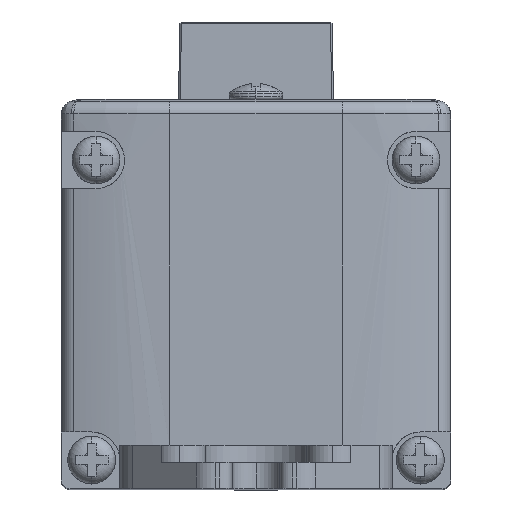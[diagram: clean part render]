
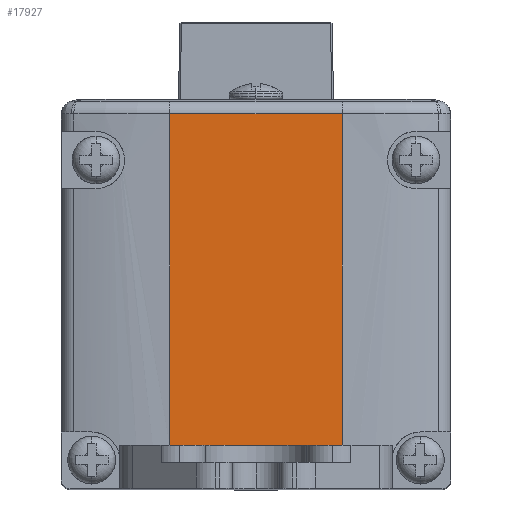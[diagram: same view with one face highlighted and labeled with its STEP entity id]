
A CAD part, top view. The second image highlights one B-rep face of the part: STEP entity #17927.
In plain terms, the highlighted planar face has unit normal (0, 0, 1).
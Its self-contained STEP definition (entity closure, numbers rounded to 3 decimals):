
#178 = VERTEX_POINT ( 'NONE', #10316 ) ;
#183 = VERTEX_POINT ( 'NONE', #10321 ) ;
#966 = VECTOR ( 'NONE', #11807, 1000. ) ;
#968 = VECTOR ( 'NONE', #11811, 1000. ) ;
#975 = VECTOR ( 'NONE', #11821, 1000. ) ;
#2276 = CARTESIAN_POINT ( 'NONE',  ( 10., 43.349, 38.5 ) ) ;
#2285 = CARTESIAN_POINT ( 'NONE',  ( -10., 43.349, 38.5 ) ) ;
#4970 = VERTEX_POINT ( 'NONE', #2276 ) ;
#4979 = VERTEX_POINT ( 'NONE', #2285 ) ;
#5832 = VECTOR ( 'NONE', #11660, 1000. ) ;
#6623 = ORIENTED_EDGE ( 'NONE', *, *, #7195, .F. ) ;
#6624 = ORIENTED_EDGE ( 'NONE', *, *, #7192, .T. ) ;
#6625 = ORIENTED_EDGE ( 'NONE', *, *, #7190, .T. ) ;
#6626 = ORIENTED_EDGE ( 'NONE', *, *, #7146, .T. ) ;
#7047 = EDGE_LOOP ( 'NONE', ( #6623, #6624, #6625, #6626 ) ) ;
#7146 = EDGE_CURVE ( 'NONE', #4970, #4979, #11651, .T. ) ;
#7190 = EDGE_CURVE ( 'NONE', #183, #4970, #11799, .T. ) ;
#7192 = EDGE_CURVE ( 'NONE', #178, #183, #11802, .T. ) ;
#7195 = EDGE_CURVE ( 'NONE', #178, #4979, #11817, .T. ) ;
#10316 = CARTESIAN_POINT ( 'NONE',  ( -10., 5., 38.5 ) ) ;
#10321 = CARTESIAN_POINT ( 'NONE',  ( 10., 5., 38.5 ) ) ;
#11651 = LINE ( 'NONE', #11652, #5832 ) ;
#11652 = CARTESIAN_POINT ( 'NONE',  ( 22.5, 43.349, 38.5 ) ) ;
#11660 = DIRECTION ( 'NONE',  ( -1., 0., 0. ) ) ;
#11791 = CARTESIAN_POINT ( 'NONE',  ( 10., 0., 38.5 ) ) ;
#11799 = LINE ( 'NONE', #11791, #966 ) ;
#11802 = LINE ( 'NONE', #11803, #968 ) ;
#11803 = CARTESIAN_POINT ( 'NONE',  ( 22.5, 5., 38.5 ) ) ;
#11807 = DIRECTION ( 'NONE',  ( 0., 1., 0. ) ) ;
#11811 = DIRECTION ( 'NONE',  ( 1., 0., 0. ) ) ;
#11812 = CARTESIAN_POINT ( 'NONE',  ( -10., 0., 38.5 ) ) ;
#11817 = LINE ( 'NONE', #11812, #975 ) ;
#11821 = DIRECTION ( 'NONE',  ( 0., 1., 0. ) ) ;
#17927 = ADVANCED_FACE ( 'NONE', ( #20066 ), #20096, .T. ) ;
#19447 = AXIS2_PLACEMENT_3D ( 'NONE', #20065, #20099, #20100 ) ;
#20065 = CARTESIAN_POINT ( 'NONE',  ( 22.5, 45., 38.5 ) ) ;
#20066 = FACE_OUTER_BOUND ( 'NONE', #7047, .T. ) ;
#20096 = PLANE ( 'NONE',  #19447 ) ;
#20099 = DIRECTION ( 'NONE',  ( 0., 0., 1. ) ) ;
#20100 = DIRECTION ( 'NONE',  ( 1., 0., 0. ) ) ;
